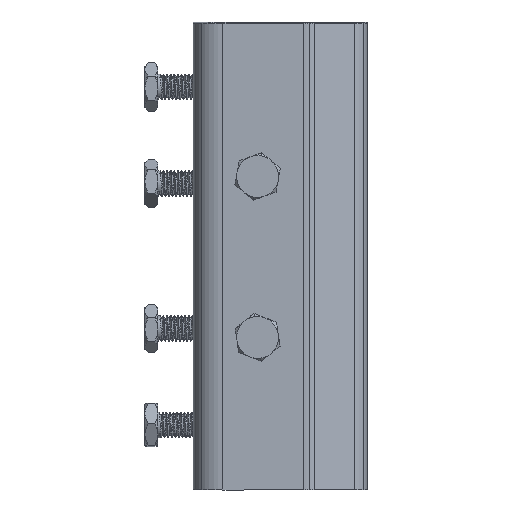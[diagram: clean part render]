
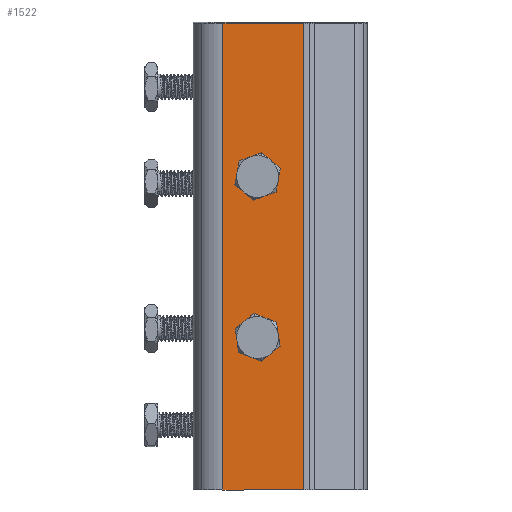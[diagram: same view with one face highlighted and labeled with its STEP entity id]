
A CAD part, left-side view. The second image highlights one B-rep face of the part: STEP entity #1522.
In plain terms, the highlighted face is planar.
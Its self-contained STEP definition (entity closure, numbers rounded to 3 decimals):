
#560=CARTESIAN_POINT('',(-26.871,24.377,0.0));
#561=VERTEX_POINT('',#560);
#569=CARTESIAN_POINT('',(-26.871,24.377,145.0));
#570=VERTEX_POINT('',#569);
#571=CARTESIAN_POINT('',(-26.871,24.377,0.0));
#572=DIRECTION('',(0.0,0.0,1.0));
#573=VECTOR('',#572,145.0);
#574=LINE('',#571,#573);
#575=EDGE_CURVE('',#561,#570,#574,.T.);
#928=CARTESIAN_POINT('',(-26.871,13.617,44.176));
#929=VERTEX_POINT('',#928);
#938=CARTESIAN_POINT('',(-26.871,13.617,50.823));
#939=VERTEX_POINT('',#938);
#940=CARTESIAN_POINT('',(-26.871,13.617,47.5));
#941=DIRECTION('',(1.0,0.0,0.0));
#942=DIRECTION('',(0.0,0.0,-1.0));
#943=AXIS2_PLACEMENT_3D('',#940,#941,#942);
#944=CIRCLE('',#943,3.324);
#945=EDGE_CURVE('',#939,#929,#944,.T.);
#1054=CARTESIAN_POINT('',(-26.871,13.617,94.177));
#1055=VERTEX_POINT('',#1054);
#1064=CARTESIAN_POINT('',(-26.871,13.617,100.824));
#1065=VERTEX_POINT('',#1064);
#1066=CARTESIAN_POINT('',(-26.871,13.617,97.5));
#1067=DIRECTION('',(1.0,0.0,0.0));
#1068=DIRECTION('',(0.0,0.0,-1.0));
#1069=AXIS2_PLACEMENT_3D('',#1066,#1067,#1068);
#1070=CIRCLE('',#1069,3.324);
#1071=EDGE_CURVE('',#1065,#1055,#1070,.T.);
#1126=CARTESIAN_POINT('',(-26.871,13.617,97.5));
#1127=DIRECTION('',(1.0,0.0,0.0));
#1128=DIRECTION('',(0.0,0.0,-1.0));
#1129=AXIS2_PLACEMENT_3D('',#1126,#1127,#1128);
#1130=CIRCLE('',#1129,3.324);
#1131=EDGE_CURVE('',#1055,#1065,#1130,.T.);
#1216=CARTESIAN_POINT('',(-26.871,13.617,47.5));
#1217=DIRECTION('',(1.0,0.0,0.0));
#1218=DIRECTION('',(0.0,0.0,-1.0));
#1219=AXIS2_PLACEMENT_3D('',#1216,#1217,#1218);
#1220=CIRCLE('',#1219,3.324);
#1221=EDGE_CURVE('',#929,#939,#1220,.T.);
#1484=CARTESIAN_POINT('',(-26.871,-2.383,0.0));
#1485=DIRECTION('',(-1.0,0.0,0.0));
#1486=DIRECTION('',(0.0,0.0,1.0));
#1487=AXIS2_PLACEMENT_3D('',#1484,#1485,#1486);
#1488=PLANE('',#1487);
#1489=ORIENTED_EDGE('',*,*,#575,.F.);
#1490=CARTESIAN_POINT('',(-26.871,-0.754,0.0));
#1491=VERTEX_POINT('',#1490);
#1492=CARTESIAN_POINT('',(-26.871,-0.754,0.0));
#1493=DIRECTION('',(0.0,1.0,0.0));
#1494=VECTOR('',#1493,25.131);
#1495=LINE('',#1492,#1494);
#1496=EDGE_CURVE('',#1491,#561,#1495,.T.);
#1497=ORIENTED_EDGE('',*,*,#1496,.F.);
#1498=CARTESIAN_POINT('',(-26.871,-0.754,145.0));
#1499=VERTEX_POINT('',#1498);
#1500=CARTESIAN_POINT('',(-26.871,-0.754,145.0));
#1501=DIRECTION('',(0.0,0.0,-1.0));
#1502=VECTOR('',#1501,145.0);
#1503=LINE('',#1500,#1502);
#1504=EDGE_CURVE('',#1499,#1491,#1503,.T.);
#1505=ORIENTED_EDGE('',*,*,#1504,.F.);
#1506=CARTESIAN_POINT('',(-26.871,-0.754,145.0));
#1507=DIRECTION('',(0.0,1.0,0.0));
#1508=VECTOR('',#1507,25.131);
#1509=LINE('',#1506,#1508);
#1510=EDGE_CURVE('',#1499,#570,#1509,.T.);
#1511=ORIENTED_EDGE('',*,*,#1510,.T.);
#1512=EDGE_LOOP('',(#1489,#1497,#1505,#1511));
#1513=FACE_OUTER_BOUND('',#1512,.T.);
#1514=ORIENTED_EDGE('',*,*,#1071,.T.);
#1515=ORIENTED_EDGE('',*,*,#1131,.T.);
#1516=EDGE_LOOP('',(#1514,#1515));
#1517=FACE_BOUND('',#1516,.T.);
#1518=ORIENTED_EDGE('',*,*,#945,.T.);
#1519=ORIENTED_EDGE('',*,*,#1221,.T.);
#1520=EDGE_LOOP('',(#1518,#1519));
#1521=FACE_BOUND('',#1520,.T.);
#1522=ADVANCED_FACE('',(#1513,#1517,#1521),#1488,.T.);
